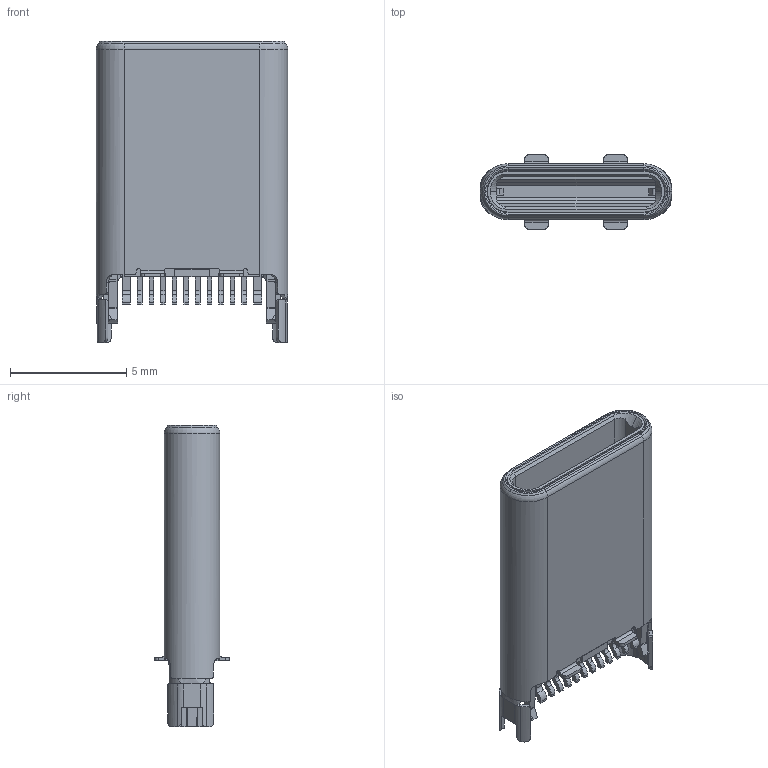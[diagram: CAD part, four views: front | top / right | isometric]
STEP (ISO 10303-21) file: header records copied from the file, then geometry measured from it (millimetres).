
FILE_DESCRIPTION (( 'STEP AP214' ), '1' );
FILE_NAME ('DX07P024AJ1R1500.STEP', '2024-06-25T20:22:54', ( '' ), ( '' ), 'SwSTEP 2.0', 'SolidWorks 2021', '' );
FILE_SCHEMA (( 'AUTOMOTIVE_DESIGN' ));
Length unit declared in the file: millimetre
Products named in the file (1): DX07P024AJ1R1500
Bounding box: 8.25 x 3.2 x 13 mm (x, y, z)
Volume: 154.4 mm3; surface area: 745.1 mm2
Topology: 28 solids, 28 shells, 801 faces, 2171 edges, 1428 vertices
Faces by surface type: plane 455, cylinder 308, bspline 23, cone 9, torus 6
Entity records: 26275 total; most frequent: CARTESIAN_POINT 5772, ORIENTED_EDGE 4342, DIRECTION 4083, EDGE_CURVE 2171, VERTEX_POINT 1428, VECTOR 1387, LINE 1387, AXIS2_PLACEMENT_3D 1348
